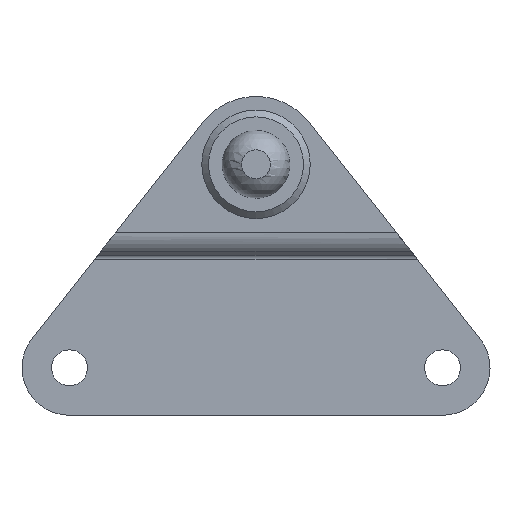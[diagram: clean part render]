
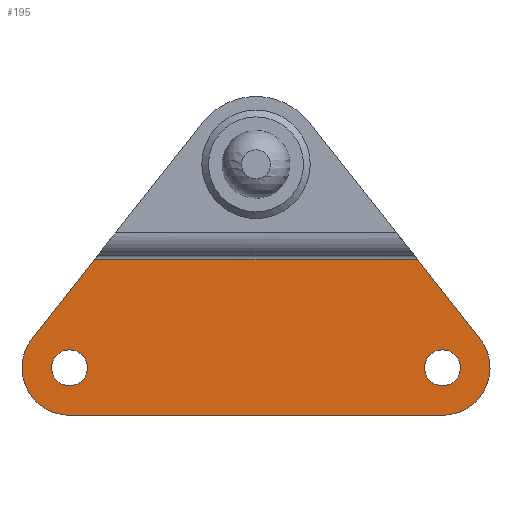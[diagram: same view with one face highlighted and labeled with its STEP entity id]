
A CAD part, front view. The second image highlights one B-rep face of the part: STEP entity #195.
In plain terms, the highlighted face is planar.
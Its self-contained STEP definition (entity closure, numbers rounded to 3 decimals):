
#65=LINE('',#755,#93);
#74=LINE('',#804,#102);
#79=LINE('',#822,#107);
#81=LINE('',#825,#109);
#93=VECTOR('',#614,1.);
#102=VECTOR('',#663,1.);
#107=VECTOR('',#680,1.);
#109=VECTOR('',#684,1.);
#158=PLANE('',#558);
#195=ADVANCED_FACE('',(#227,#228,#229),#158,.F.);
#227=FACE_BOUND('',#265,.T.);
#228=FACE_BOUND('',#266,.T.);
#229=FACE_BOUND('',#267,.T.);
#265=EDGE_LOOP('',(#343,#344,#345,#346,#347,#348));
#266=EDGE_LOOP('',(#349));
#267=EDGE_LOOP('',(#350));
#343=ORIENTED_EDGE('',*,*,#449,.F.);
#344=ORIENTED_EDGE('',*,*,#457,.F.);
#345=ORIENTED_EDGE('',*,*,#483,.F.);
#346=ORIENTED_EDGE('',*,*,#479,.F.);
#347=ORIENTED_EDGE('',*,*,#472,.F.);
#348=ORIENTED_EDGE('',*,*,#481,.F.);
#349=ORIENTED_EDGE('',*,*,#460,.F.);
#350=ORIENTED_EDGE('',*,*,#458,.F.);
#407=VERTEX_POINT('',#754);
#408=VERTEX_POINT('',#756);
#414=VERTEX_POINT('',#770);
#415=VERTEX_POINT('',#774);
#417=VERTEX_POINT('',#779);
#427=VERTEX_POINT('',#803);
#428=VERTEX_POINT('',#805);
#434=VERTEX_POINT('',#819);
#449=EDGE_CURVE('',#407,#408,#65,.T.);
#457=EDGE_CURVE('',#414,#407,#500,.T.);
#458=EDGE_CURVE('',#415,#415,#501,.T.);
#460=EDGE_CURVE('',#417,#417,#503,.T.);
#472=EDGE_CURVE('',#427,#428,#74,.T.);
#479=EDGE_CURVE('',#428,#434,#510,.T.);
#481=EDGE_CURVE('',#408,#427,#79,.T.);
#483=EDGE_CURVE('',#434,#414,#81,.T.);
#500=CIRCLE('',#535,7.);
#501=CIRCLE('',#537,2.65);
#503=CIRCLE('',#540,2.65);
#510=CIRCLE('',#555,7.);
#535=AXIS2_PLACEMENT_3D('',#771,#627,#628);
#537=AXIS2_PLACEMENT_3D('',#773,#631,#632);
#540=AXIS2_PLACEMENT_3D('',#778,#637,#638);
#555=AXIS2_PLACEMENT_3D('',#818,#675,#676);
#558=AXIS2_PLACEMENT_3D('',#826,#685,#686);
#614=DIRECTION('',(0.,-0.62,0.785));
#627=DIRECTION('',(1.,0.,0.));
#628=DIRECTION('',(0.,0.,-1.));
#631=DIRECTION('',(-1.,0.,0.));
#632=DIRECTION('',(0.,-1.,0.));
#637=DIRECTION('',(-1.,0.,0.));
#638=DIRECTION('',(0.,-1.,0.));
#663=DIRECTION('',(0.,-0.62,-0.785));
#675=DIRECTION('',(1.,0.,0.));
#676=DIRECTION('',(0.,-0.785,0.62));
#680=DIRECTION('',(0.,-1.,0.));
#684=DIRECTION('',(0.,1.,0.));
#685=DIRECTION('',(1.,0.,0.));
#686=DIRECTION('',(0.,0.,1.));
#754=CARTESIAN_POINT('',(0.,32.995,11.337));
#755=CARTESIAN_POINT('',(0.,26.675,19.344));
#756=CARTESIAN_POINT('',(0.,23.789,23.));
#770=CARTESIAN_POINT('',(0.,27.5,0.));
#771=CARTESIAN_POINT('',(0.,27.5,7.));
#773=CARTESIAN_POINT('',(0.,27.5,7.));
#774=CARTESIAN_POINT('',(0.,30.15,7.));
#778=CARTESIAN_POINT('',(0.,-27.5,7.));
#779=CARTESIAN_POINT('',(0.,-24.85,7.));
#803=CARTESIAN_POINT('',(0.,-23.789,23.));
#804=CARTESIAN_POINT('',(0.,-13.998,35.406));
#805=CARTESIAN_POINT('',(0.,-32.995,11.337));
#818=CARTESIAN_POINT('',(0.,-27.5,7.));
#819=CARTESIAN_POINT('',(0.,-27.5,0.));
#822=CARTESIAN_POINT('',(0.,35.941,23.));
#825=CARTESIAN_POINT('',(0.,-35.397,0.));
#826=CARTESIAN_POINT('',(0.,0.272,11.5));
